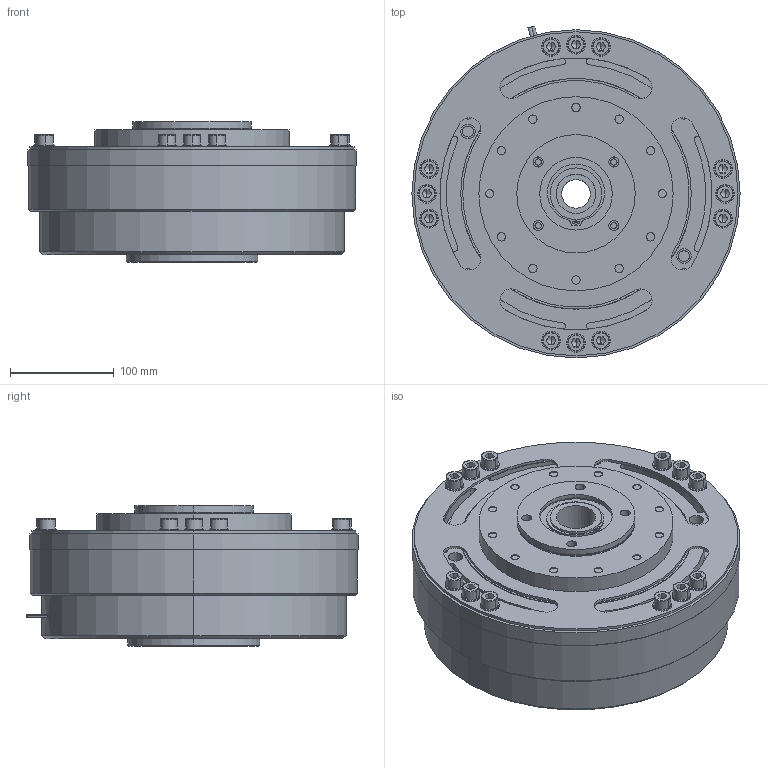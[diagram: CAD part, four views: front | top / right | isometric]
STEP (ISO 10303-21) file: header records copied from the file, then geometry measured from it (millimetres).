
FILE_DESCRIPTION (( 'STEP AP203' ), '1' );
FILE_NAME ('MMC 140E-02_80004332.STEP', '2016-08-11T02:39:00', ( ' ' ), ( '' ), 'SwSTEP 2.0', 'SolidWorks 2009', '' );
FILE_SCHEMA (( 'CONFIG_CONTROL_DESIGN' ));
Length unit declared in the file: millimetre
Products named in the file (1): MMC 140E-02_80004332
Bounding box: 316 x 319.65 x 135 mm (x, y, z)
Volume: 7962709.8 mm3; surface area: 386421.7 mm2
Topology: 1 solids, 1 shells, 631 faces, 1475 edges, 910 vertices
Faces by surface type: cylinder 287, plane 252, torus 58, cone 34
Entity records: 18216 total; most frequent: DIRECTION 3493, CARTESIAN_POINT 3093, ORIENTED_EDGE 2894, EDGE_CURVE 1447, AXIS2_PLACEMENT_3D 1418, VERTEX_POINT 910, CIRCLE 786, EDGE_LOOP 757
